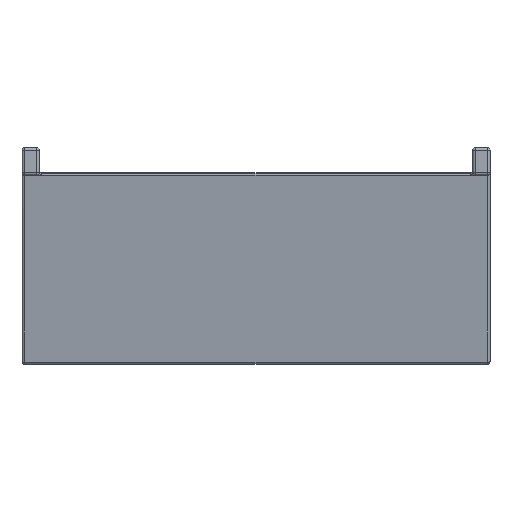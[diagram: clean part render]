
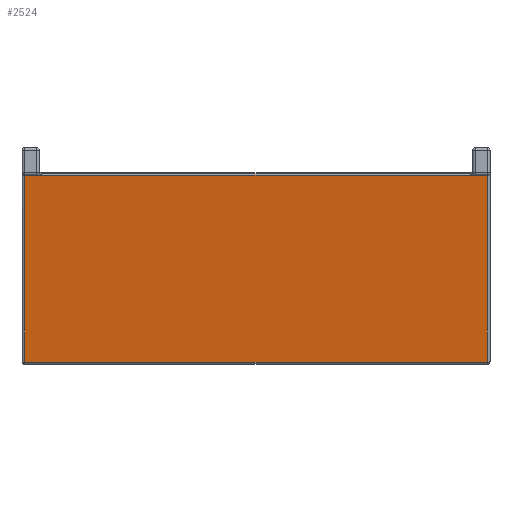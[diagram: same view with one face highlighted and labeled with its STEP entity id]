
A CAD part, front view. The second image highlights one B-rep face of the part: STEP entity #2524.
In plain terms, the highlighted planar face has unit normal (0, -0.989, -0.148).
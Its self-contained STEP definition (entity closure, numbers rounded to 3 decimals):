
#748=CARTESIAN_POINT('',(26.85,-0.519,-10.772));
#749=VERTEX_POINT('',#748);
#888=CARTESIAN_POINT('',(0.15,-0.519,-10.772));
#889=VERTEX_POINT('',#888);
#1260=CARTESIAN_POINT('',(0.15,-2.129,0.0));
#1261=VERTEX_POINT('',#1260);
#1455=CARTESIAN_POINT('',(0.15,-0.519,-10.772));
#1456=DIRECTION('',(0.0,-0.148,0.989));
#1457=VECTOR('',#1456,10.892);
#1458=LINE('',#1455,#1457);
#1459=EDGE_CURVE('',#889,#1261,#1458,.T.);
#1471=CARTESIAN_POINT('',(26.85,-0.519,-10.772));
#1472=DIRECTION('',(-1.0,0.0,0.0));
#1473=VECTOR('',#1472,26.7);
#1474=LINE('',#1471,#1473);
#1475=EDGE_CURVE('',#749,#889,#1474,.T.);
#1492=CARTESIAN_POINT('',(26.85,-2.129,0.0));
#1493=VERTEX_POINT('',#1492);
#1494=CARTESIAN_POINT('',(26.85,-2.129,0.));
#1495=DIRECTION('',(0.0,0.148,-0.989));
#1496=VECTOR('',#1495,10.892);
#1497=LINE('',#1494,#1496);
#1498=EDGE_CURVE('',#1493,#749,#1497,.T.);
#1926=CARTESIAN_POINT('',(1.149,-2.129,0.));
#1927=VERTEX_POINT('',#1926);
#2087=CARTESIAN_POINT('',(25.851,-2.129,0.));
#2088=VERTEX_POINT('',#2087);
#2089=CARTESIAN_POINT('',(1.149,-2.129,0.0));
#2090=DIRECTION('',(1.0,0.0,0.0));
#2091=VECTOR('',#2090,24.703);
#2092=LINE('',#2089,#2091);
#2093=EDGE_CURVE('',#1927,#2088,#2092,.T.);
#2120=CARTESIAN_POINT('',(0.15,-2.129,0.0));
#2121=DIRECTION('',(1.0,0.0,0.0));
#2122=VECTOR('',#2121,0.999);
#2123=LINE('',#2120,#2122);
#2124=EDGE_CURVE('',#1261,#1927,#2123,.T.);
#2483=CARTESIAN_POINT('',(25.851,-2.129,0.0));
#2484=DIRECTION('',(1.0,0.0,0.0));
#2485=VECTOR('',#2484,0.999);
#2486=LINE('',#2483,#2485);
#2487=EDGE_CURVE('',#2088,#1493,#2486,.T.);
#2511=CARTESIAN_POINT('',(0.0,-2.129,0.0));
#2512=DIRECTION('',(0.0,-0.989,-0.148));
#2513=DIRECTION('',(0.0,0.148,-0.989));
#2514=AXIS2_PLACEMENT_3D('',#2511,#2512,#2513);
#2515=PLANE('',#2514);
#2516=ORIENTED_EDGE('',*,*,#1498,.F.);
#2517=ORIENTED_EDGE('',*,*,#2487,.F.);
#2518=ORIENTED_EDGE('',*,*,#2093,.F.);
#2519=ORIENTED_EDGE('',*,*,#2124,.F.);
#2520=ORIENTED_EDGE('',*,*,#1459,.F.);
#2521=ORIENTED_EDGE('',*,*,#1475,.F.);
#2522=EDGE_LOOP('',(#2516,#2517,#2518,#2519,#2520,#2521));
#2523=FACE_OUTER_BOUND('',#2522,.T.);
#2524=ADVANCED_FACE('',(#2523),#2515,.T.);
